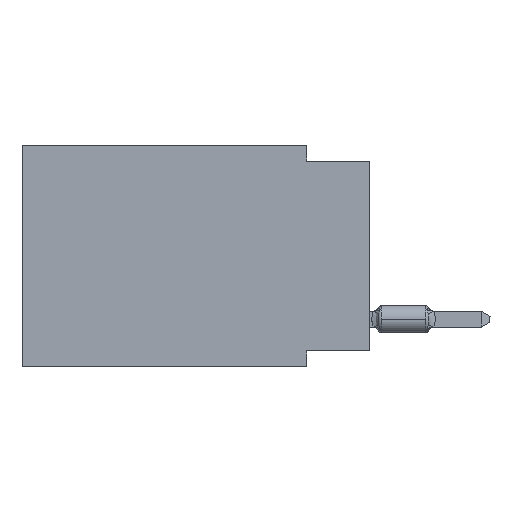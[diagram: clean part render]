
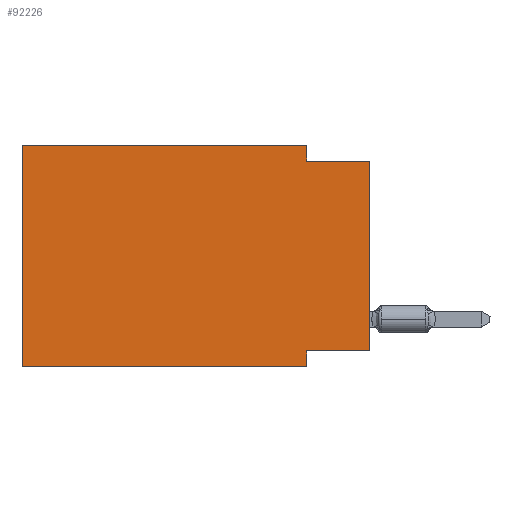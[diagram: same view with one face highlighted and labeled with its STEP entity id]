
A CAD part, left-side view. The second image highlights one B-rep face of the part: STEP entity #92226.
In plain terms, the highlighted planar face has unit normal (-1, 0, 0).
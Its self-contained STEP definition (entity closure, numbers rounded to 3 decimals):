
#2756 = LINE ( 'NONE', #82149, #66713 ) ;
#3051 = CARTESIAN_POINT ( 'NONE',  ( 0., 2.54, -8.89 ) ) ;
#3496 = ORIENTED_EDGE ( 'NONE', *, *, #72328, .T. ) ;
#4239 = VERTEX_POINT ( 'NONE', #65491 ) ;
#4925 = VERTEX_POINT ( 'NONE', #32426 ) ;
#9989 = CARTESIAN_POINT ( 'NONE',  ( 0., 2.54, -8.255 ) ) ;
#11163 = CARTESIAN_POINT ( 'NONE',  ( 0., 0., -0.635 ) ) ;
#12654 = EDGE_CURVE ( 'NONE', #4925, #4239, #25789, .T. ) ;
#14214 = ORIENTED_EDGE ( 'NONE', *, *, #99103, .F. ) ;
#14363 = VERTEX_POINT ( 'NONE', #89541 ) ;
#16096 = CARTESIAN_POINT ( 'NONE',  ( 0., 13.97, 0. ) ) ;
#17435 = CARTESIAN_POINT ( 'NONE',  ( 0., 0., -0.635 ) ) ;
#19433 = VECTOR ( 'NONE', #38037, 1000. ) ;
#21394 = EDGE_CURVE ( 'NONE', #4239, #14363, #69470, .T. ) ;
#21526 = VECTOR ( 'NONE', #51182, 1000. ) ;
#22659 = ORIENTED_EDGE ( 'NONE', *, *, #28047, .F. ) ;
#22977 = CARTESIAN_POINT ( 'NONE',  ( 0., 13.97, -8.89 ) ) ;
#23563 = DIRECTION ( 'NONE',  ( 0., 1., 0. ) ) ;
#25789 = LINE ( 'NONE', #81837, #21526 ) ;
#26629 = DIRECTION ( 'NONE',  ( 0., 0., -1. ) ) ;
#27545 = VECTOR ( 'NONE', #23563, 1000. ) ;
#28047 = EDGE_CURVE ( 'NONE', #64586, #71420, #83610, .T. ) ;
#29222 = VERTEX_POINT ( 'NONE', #60261 ) ;
#29607 = DIRECTION ( 'NONE',  ( 0., 0., -1. ) ) ;
#32426 = CARTESIAN_POINT ( 'NONE',  ( 0., 13.97, -8.89 ) ) ;
#34641 = ORIENTED_EDGE ( 'NONE', *, *, #101923, .F. ) ;
#35885 = ORIENTED_EDGE ( 'NONE', *, *, #12654, .F. ) ;
#38037 = DIRECTION ( 'NONE',  ( 0., -1., 0. ) ) ;
#39577 = LINE ( 'NONE', #22977, #19433 ) ;
#40532 = ORIENTED_EDGE ( 'NONE', *, *, #64529, .T. ) ;
#44153 = CARTESIAN_POINT ( 'NONE',  ( 0., 2.54, -8.89 ) ) ;
#44645 = ORIENTED_EDGE ( 'NONE', *, *, #75300, .F. ) ;
#47762 = DIRECTION ( 'NONE',  ( 0., 0., -1. ) ) ;
#51182 = DIRECTION ( 'NONE',  ( 0., 0., 1. ) ) ;
#53377 = VECTOR ( 'NONE', #88564, 1000. ) ;
#54411 = DIRECTION ( 'NONE',  ( 0., -1., 0. ) ) ;
#55225 = CARTESIAN_POINT ( 'NONE',  ( 0., 0., -8.255 ) ) ;
#55537 = PLANE ( 'NONE',  #77816 ) ;
#56896 = LINE ( 'NONE', #65197, #53377 ) ;
#58417 = LINE ( 'NONE', #17435, #76825 ) ;
#59236 = VECTOR ( 'NONE', #29607, 1000. ) ;
#60261 = CARTESIAN_POINT ( 'NONE',  ( 0., 2.54, -0.635 ) ) ;
#64529 = EDGE_CURVE ( 'NONE', #4925, #71420, #39577, .T. ) ;
#64586 = VERTEX_POINT ( 'NONE', #9989 ) ;
#64881 = FACE_OUTER_BOUND ( 'NONE', #71439, .T. ) ;
#65197 = CARTESIAN_POINT ( 'NONE',  ( 0., 0., 0. ) ) ;
#65491 = CARTESIAN_POINT ( 'NONE',  ( 0., 13.97, 0. ) ) ;
#65641 = VECTOR ( 'NONE', #54411, 1000. ) ;
#66713 = VECTOR ( 'NONE', #26629, 1000. ) ;
#69470 = LINE ( 'NONE', #85056, #65641 ) ;
#71420 = VERTEX_POINT ( 'NONE', #3051 ) ;
#71439 = EDGE_LOOP ( 'NONE', ( #3496, #14214, #44645, #83090, #35885, #40532, #22659, #34641 ) ) ;
#72328 = EDGE_CURVE ( 'NONE', #79274, #83159, #56896, .T. ) ;
#75300 = EDGE_CURVE ( 'NONE', #14363, #29222, #2756, .T. ) ;
#76825 = VECTOR ( 'NONE', #90078, 1000. ) ;
#77816 = AXIS2_PLACEMENT_3D ( 'NONE', #16096, #96548, #47762 ) ;
#78489 = CARTESIAN_POINT ( 'NONE',  ( 0., 0., -8.255 ) ) ;
#79274 = VERTEX_POINT ( 'NONE', #78489 ) ;
#81837 = CARTESIAN_POINT ( 'NONE',  ( 0., 13.97, 0. ) ) ;
#82149 = CARTESIAN_POINT ( 'NONE',  ( 0., 2.54, 0. ) ) ;
#83090 = ORIENTED_EDGE ( 'NONE', *, *, #21394, .F. ) ;
#83159 = VERTEX_POINT ( 'NONE', #11163 ) ;
#83610 = LINE ( 'NONE', #44153, #59236 ) ;
#85056 = CARTESIAN_POINT ( 'NONE',  ( 0., 13.97, 0. ) ) ;
#86894 = LINE ( 'NONE', #55225, #27545 ) ;
#88564 = DIRECTION ( 'NONE',  ( 0., 0., 1. ) ) ;
#89541 = CARTESIAN_POINT ( 'NONE',  ( 0., 2.54, 0. ) ) ;
#90078 = DIRECTION ( 'NONE',  ( 0., -1., 0. ) ) ;
#92226 = ADVANCED_FACE ( 'NONE', ( #64881 ), #55537, .F. ) ;
#96548 = DIRECTION ( 'NONE',  ( 1., 0., 0. ) ) ;
#99103 = EDGE_CURVE ( 'NONE', #29222, #83159, #58417, .T. ) ;
#101923 = EDGE_CURVE ( 'NONE', #79274, #64586, #86894, .T. ) ;
